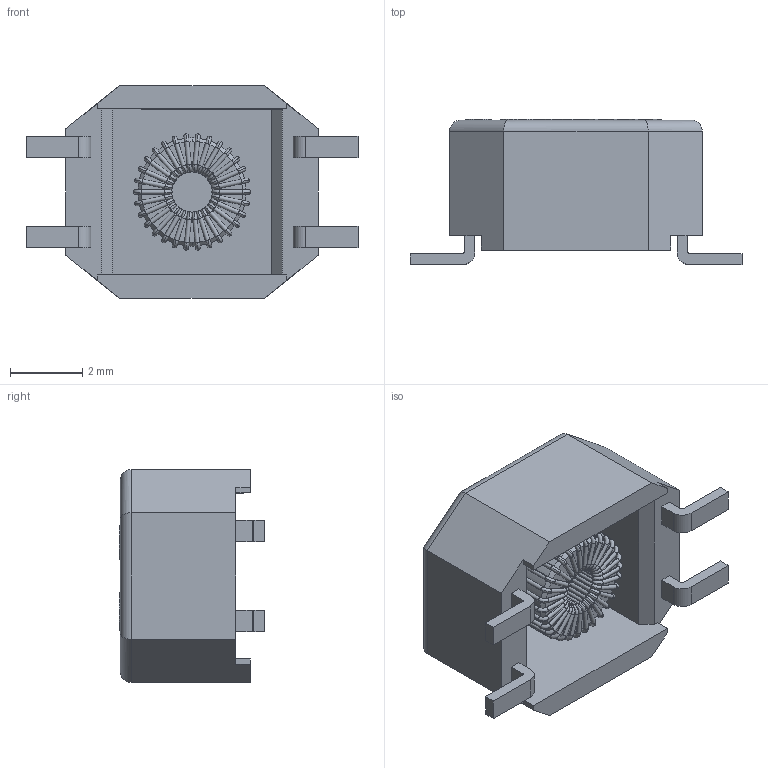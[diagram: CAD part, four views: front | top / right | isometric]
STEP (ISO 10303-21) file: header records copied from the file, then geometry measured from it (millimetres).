
FILE_DESCRIPTION (( 'STEP AP214' ), '1' );
FILE_NAME ('mps_mag_5000_smt_a.STEP', '2014-10-21T10:07:54', ( '微软用户' ), ( '微软中国' ), 'SwSTEP 2.0', 'SolidWorks 2013', '' );
FILE_SCHEMA (( 'AUTOMOTIVE_DESIGN' ));
Length unit declared in the file: millimetre
Products named in the file (1): mps_mag_5000_smt_a
Bounding box: 9.2 x 4.03 x 5.9 mm (x, y, z)
Volume: 85 mm3; surface area: 314.7 mm2
Topology: 2 solids, 2 shells, 822 faces, 2774 edges, 1824 vertices
Faces by surface type: cylinder 328, torus 240, plane 194, bspline 52, cone 8
Entity records: 35889 total; most frequent: CARTESIAN_POINT 10145, ORIENTED_EDGE 5548, DIRECTION 5400, EDGE_CURVE 2774, AXIS2_PLACEMENT_3D 2231, VERTEX_POINT 1824, CIRCLE 1460, LINE 938
